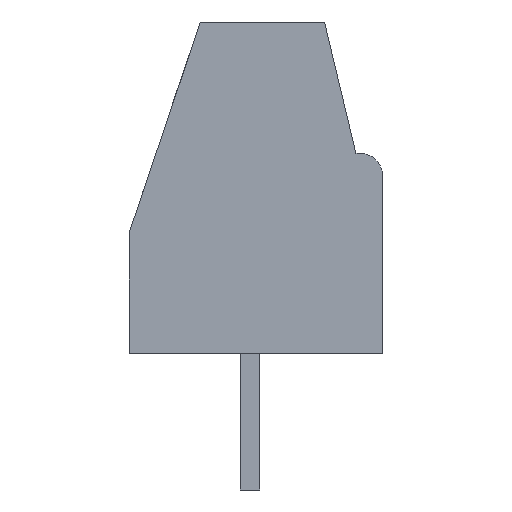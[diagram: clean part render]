
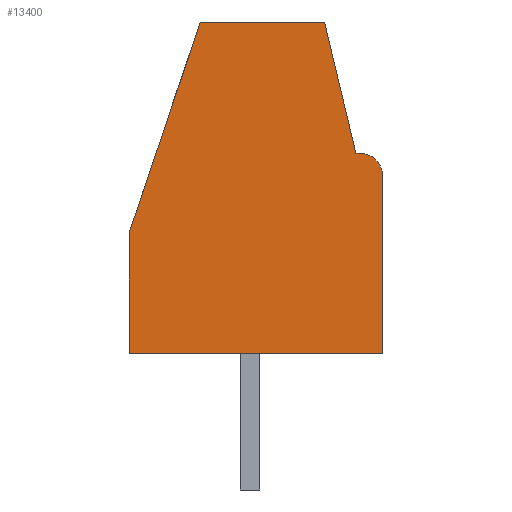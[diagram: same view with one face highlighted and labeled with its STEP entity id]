
A CAD part, left-side view. The second image highlights one B-rep face of the part: STEP entity #13400.
In plain terms, the highlighted planar face has unit normal (-1, 0, 0).
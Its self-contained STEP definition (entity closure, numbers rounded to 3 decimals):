
#535 = VECTOR ( 'NONE', #16088, 1000. ) ;
#550 = CARTESIAN_POINT ( 'NONE',  ( -6.6, -2.713, 5.14 ) ) ;
#901 = LINE ( 'NONE', #15141, #1862 ) ;
#1066 = CARTESIAN_POINT ( 'NONE',  ( -6.6, 3.1, 3.098 ) ) ;
#1071 = DIRECTION ( 'NONE',  ( 0., -0.233, -0.973 ) ) ;
#1125 = CARTESIAN_POINT ( 'NONE',  ( -6.6, 1.278, 8.5 ) ) ;
#1172 = LINE ( 'NONE', #15314, #16136 ) ;
#1288 = EDGE_CURVE ( 'NONE', #15174, #17784, #13618, .T. ) ;
#1677 = DIRECTION ( 'NONE',  ( -1., 0., 0. ) ) ;
#1862 = VECTOR ( 'NONE', #10053, 1000. ) ;
#2178 = VERTEX_POINT ( 'NONE', #14944 ) ;
#2315 = ORIENTED_EDGE ( 'NONE', *, *, #16687, .T. ) ;
#2379 = AXIS2_PLACEMENT_3D ( 'NONE', #8407, #14736, #2542 ) ;
#2427 = CARTESIAN_POINT ( 'NONE',  ( -6.6, -3.4, 0. ) ) ;
#2542 = DIRECTION ( 'NONE',  ( 0., 0., -1. ) ) ;
#3400 = DIRECTION ( 'NONE',  ( 0., 0., -1. ) ) ;
#4385 = ORIENTED_EDGE ( 'NONE', *, *, #5603, .F. ) ;
#5074 = LINE ( 'NONE', #11505, #535 ) ;
#5603 = EDGE_CURVE ( 'NONE', #20220, #2178, #10338, .T. ) ;
#5712 = VECTOR ( 'NONE', #15162, 1000. ) ;
#5991 = VERTEX_POINT ( 'NONE', #550 ) ;
#6146 = CARTESIAN_POINT ( 'NONE',  ( -6.6, -2.8, 4.54 ) ) ;
#6969 = ORIENTED_EDGE ( 'NONE', *, *, #1288, .T. ) ;
#7805 = VECTOR ( 'NONE', #10935, 1000. ) ;
#8407 = CARTESIAN_POINT ( 'NONE',  ( -6.6, 3.1, 8.5 ) ) ;
#9174 = ORIENTED_EDGE ( 'NONE', *, *, #13988, .T. ) ;
#9201 = CARTESIAN_POINT ( 'NONE',  ( -6.6, -2.713, 5.14 ) ) ;
#9462 = ORIENTED_EDGE ( 'NONE', *, *, #19610, .F. ) ;
#9556 = ORIENTED_EDGE ( 'NONE', *, *, #20087, .F. ) ;
#9961 = FACE_OUTER_BOUND ( 'NONE', #17415, .T. ) ;
#10053 = DIRECTION ( 'NONE',  ( 0., -0.32, 0.948 ) ) ;
#10338 = LINE ( 'NONE', #11905, #16374 ) ;
#10349 = CARTESIAN_POINT ( 'NONE',  ( -6.6, -3.4, 4.54 ) ) ;
#10845 = LINE ( 'NONE', #9201, #7805 ) ;
#10935 = DIRECTION ( 'NONE',  ( 0., -1., 0. ) ) ;
#11505 = CARTESIAN_POINT ( 'NONE',  ( -6.6, 3.1, 8.5 ) ) ;
#11696 = DIRECTION ( 'NONE',  ( 0., -1., 0. ) ) ;
#11833 = LINE ( 'NONE', #15059, #5712 ) ;
#11905 = CARTESIAN_POINT ( 'NONE',  ( -6.6, 3.1, 8.5 ) ) ;
#11936 = VERTEX_POINT ( 'NONE', #2427 ) ;
#12132 = VERTEX_POINT ( 'NONE', #1066 ) ;
#12937 = ORIENTED_EDGE ( 'NONE', *, *, #16797, .F. ) ;
#13049 = LINE ( 'NONE', #16184, #17179 ) ;
#13162 = PLANE ( 'NONE',  #2379 ) ;
#13400 = ADVANCED_FACE ( 'NONE', ( #9961 ), #13162, .F. ) ;
#13618 = CIRCLE ( 'NONE', #19289, 0.6 ) ;
#13988 = EDGE_CURVE ( 'NONE', #20424, #11936, #11833, .T. ) ;
#14736 = DIRECTION ( 'NONE',  ( 1., 0., 0. ) ) ;
#14944 = CARTESIAN_POINT ( 'NONE',  ( -6.6, -1.908, 8.5 ) ) ;
#15059 = CARTESIAN_POINT ( 'NONE',  ( -6.6, 3.1, 0. ) ) ;
#15141 = CARTESIAN_POINT ( 'NONE',  ( -6.6, 1.278, 8.5 ) ) ;
#15162 = DIRECTION ( 'NONE',  ( 0., -1., 0. ) ) ;
#15174 = VERTEX_POINT ( 'NONE', #10349 ) ;
#15314 = CARTESIAN_POINT ( 'NONE',  ( -6.6, -1.908, 8.5 ) ) ;
#15800 = CARTESIAN_POINT ( 'NONE',  ( -6.6, -2.8, 5.14 ) ) ;
#16088 = DIRECTION ( 'NONE',  ( 0., 0., -1. ) ) ;
#16136 = VECTOR ( 'NONE', #1071, 1000. ) ;
#16184 = CARTESIAN_POINT ( 'NONE',  ( -6.6, -3.4, 8.5 ) ) ;
#16374 = VECTOR ( 'NONE', #11696, 1000. ) ;
#16687 = EDGE_CURVE ( 'NONE', #12132, #20424, #5074, .T. ) ;
#16797 = EDGE_CURVE ( 'NONE', #12132, #20220, #901, .T. ) ;
#16808 = CARTESIAN_POINT ( 'NONE',  ( -6.6, 3.1, 0. ) ) ;
#17179 = VECTOR ( 'NONE', #3400, 1000. ) ;
#17415 = EDGE_LOOP ( 'NONE', ( #18046, #6969, #9462, #9556, #4385, #12937, #2315, #9174 ) ) ;
#17784 = VERTEX_POINT ( 'NONE', #15800 ) ;
#17951 = EDGE_CURVE ( 'NONE', #15174, #11936, #13049, .T. ) ;
#18046 = ORIENTED_EDGE ( 'NONE', *, *, #17951, .F. ) ;
#19289 = AXIS2_PLACEMENT_3D ( 'NONE', #6146, #1677, #20533 ) ;
#19610 = EDGE_CURVE ( 'NONE', #5991, #17784, #10845, .T. ) ;
#20087 = EDGE_CURVE ( 'NONE', #2178, #5991, #1172, .T. ) ;
#20220 = VERTEX_POINT ( 'NONE', #1125 ) ;
#20424 = VERTEX_POINT ( 'NONE', #16808 ) ;
#20533 = DIRECTION ( 'NONE',  ( 0., 0., -1. ) ) ;
